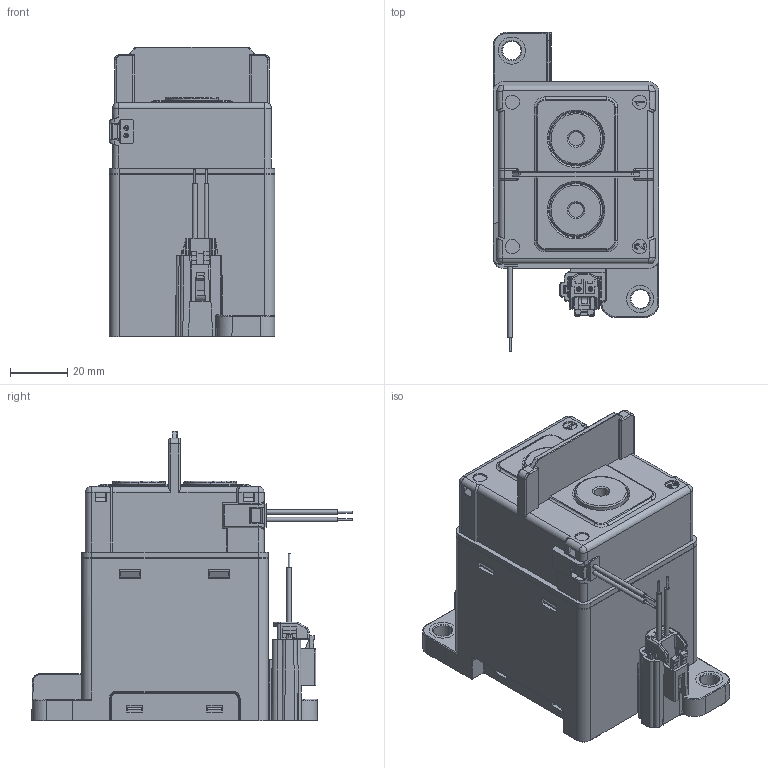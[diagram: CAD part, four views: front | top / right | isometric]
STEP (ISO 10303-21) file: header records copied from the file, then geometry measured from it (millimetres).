
FILE_DESCRIPTION(/* description */ (''),/* implementation_level */ '2;1');
FILE_NAME(/* name */ 'HCF400、500-12HC1H.stp',/* time_stamp */ '2022-05-13T13:24:50+08:00',/* author */ (''),/* organization */ (''),/* preprocessor_version */ 'ST-DEVELOPER v16.7',/* originating_system */ 'SIEMENS PLM Software NX 12.0',/* authorisation */ '');
FILE_SCHEMA (('AUTOMOTIVE_DESIGN { 1 0 10303 214 3 1 1 1 }'));
Length unit declared in the file: millimetre
Products named in the file (1): HCF400、500-12HC1H 
Bounding box: 58 x 112.15 x 101.5 mm (x, y, z)
Volume: 304610.1 mm3; surface area: 42933.9 mm2
Topology: 5 solids, 9 shells, 1189 faces, 3164 edges, 2027 vertices
Faces by surface type: plane 822, cylinder 258, bspline 37, cone 32, torus 23, sphere 17
Full cylindrical faces by diameter (mm): 0.65 x2, 0.7 x2, 1.6 x4, 5 x2, 6.5 x2, 9.5 x2, 19.1 x2
Entity records: 41101 total; most frequent: CARTESIAN_POINT 8600, ORIENTED_EDGE 6226, DIRECTION 5592, EDGE_CURVE 3113, LINE 2434, VECTOR 2434, VERTEX_POINT 2017, AXIS2_PLACEMENT_3D 1579
